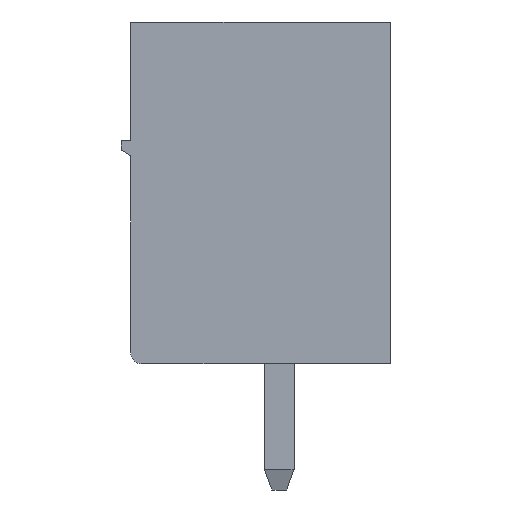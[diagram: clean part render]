
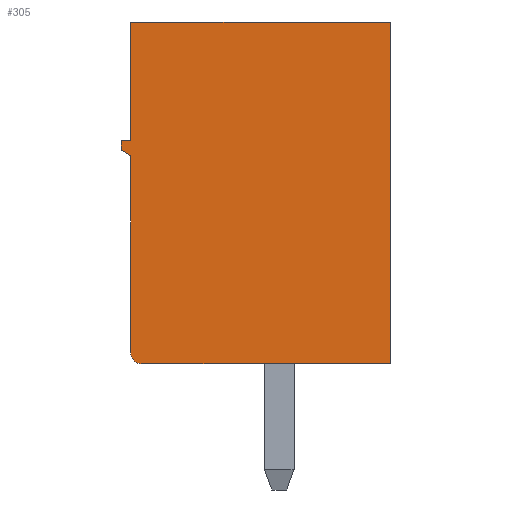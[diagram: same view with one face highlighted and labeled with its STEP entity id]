
A CAD part, left-side view. The second image highlights one B-rep face of the part: STEP entity #305.
In plain terms, the highlighted planar face has unit normal (-1, 0, 0).
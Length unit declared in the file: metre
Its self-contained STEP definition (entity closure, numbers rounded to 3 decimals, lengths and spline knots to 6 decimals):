
#305=ADVANCED_FACE('',(#677),#678,.T.);
#677=FACE_OUTER_BOUND('',#1111,.T.);
#678=PLANE('',#1112);
#1111=EDGE_LOOP('',(#1972,#1973,#1974,#1975,#1976,#1977,#1978,#1979,#1980));
#1112=AXIS2_PLACEMENT_3D('',#1981,#1982,#1983);
#1972=ORIENTED_EDGE('',*,*,#2600,.F.);
#1973=ORIENTED_EDGE('',*,*,#2604,.F.);
#1974=ORIENTED_EDGE('',*,*,#2608,.F.);
#1975=ORIENTED_EDGE('',*,*,#2612,.F.);
#1976=ORIENTED_EDGE('',*,*,#2616,.T.);
#1977=ORIENTED_EDGE('',*,*,#2680,.T.);
#1978=ORIENTED_EDGE('',*,*,#2660,.T.);
#1979=ORIENTED_EDGE('',*,*,#2634,.T.);
#1980=ORIENTED_EDGE('',*,*,#2596,.F.);
#1981=CARTESIAN_POINT('',(-1.087027,0.01036,-0.008267));
#1982=DIRECTION('',(-1.0,0.,0.0));
#1983=DIRECTION('',(0.,-1.0,0.0));
#2596=EDGE_CURVE('',#3099,#3095,#3101,.T.);
#2600=EDGE_CURVE('',#3105,#3099,#3107,.T.);
#2604=EDGE_CURVE('',#3111,#3105,#3113,.T.);
#2608=EDGE_CURVE('',#3117,#3111,#3119,.T.);
#2612=EDGE_CURVE('',#3123,#3117,#3125,.T.);
#2616=EDGE_CURVE('',#3123,#3129,#3131,.T.);
#2634=EDGE_CURVE('',#3162,#3095,#3165,.T.);
#2660=EDGE_CURVE('',#3215,#3162,#3216,.T.);
#2680=EDGE_CURVE('',#3129,#3215,#3249,.T.);
#3095=VERTEX_POINT('',#3821);
#3099=VERTEX_POINT('',#3827);
#3101=LINE('',#3830,#3831);
#3105=VERTEX_POINT('',#3836);
#3107=LINE('',#3839,#3840);
#3111=VERTEX_POINT('',#3845);
#3113=LINE('',#3848,#3849);
#3117=VERTEX_POINT('',#3854);
#3119=LINE('',#3857,#3858);
#3123=VERTEX_POINT('',#3863);
#3125=LINE('',#3866,#3867);
#3129=VERTEX_POINT('',#3871);
#3131=CIRCLE('',#3874,0.0003);
#3162=VERTEX_POINT('',#3918);
#3165=LINE('',#3923,#3924);
#3215=VERTEX_POINT('',#3996);
#3216=LINE('',#3997,#3998);
#3249=LINE('',#4048,#4049);
#3821=CARTESIAN_POINT('',(-1.087027,0.01086,0.000933));
#3827=CARTESIAN_POINT('',(-1.087027,0.01086,-0.002267));
#3830=CARTESIAN_POINT('',(-1.087027,0.01086,-0.008267));
#3831=VECTOR('',#4851,1.0);
#3836=CARTESIAN_POINT('',(-1.087027,0.01111,-0.002267));
#3839=CARTESIAN_POINT('',(-1.087027,0.01036,-0.002267));
#3840=VECTOR('',#4854,1.0);
#3845=CARTESIAN_POINT('',(-1.087027,0.01111,-0.002517));
#3848=CARTESIAN_POINT('',(-1.087027,0.01111,-0.008267));
#3849=VECTOR('',#4857,1.0);
#3854=CARTESIAN_POINT('',(-1.087027,0.01086,-0.002667));
#3857=CARTESIAN_POINT('',(-1.087027,0.008021,-0.00437));
#3858=VECTOR('',#4860,1.0);
#3863=CARTESIAN_POINT('',(-1.087027,0.01086,-0.007967));
#3866=CARTESIAN_POINT('',(-1.087027,0.01086,-0.008267));
#3867=VECTOR('',#4863,1.0);
#3871=CARTESIAN_POINT('',(-1.087027,0.01056,-0.008267));
#3874=AXIS2_PLACEMENT_3D('',#4868,#4869,#4870);
#3918=CARTESIAN_POINT('',(-1.087027,0.00386,0.000933));
#3923=CARTESIAN_POINT('',(-1.087027,0.01036,0.000933));
#3924=VECTOR('',#4889,1.0);
#3996=CARTESIAN_POINT('',(-1.087027,0.00386,-0.008267));
#3997=CARTESIAN_POINT('',(-1.087027,0.00386,-0.008267));
#3998=VECTOR('',#4918,1.0);
#4048=CARTESIAN_POINT('',(-1.087027,0.01036,-0.008267));
#4049=VECTOR('',#4939,1.0);
#4851=DIRECTION('',(0.,0.,1.0));
#4854=DIRECTION('',(0.,-1.0,0.));
#4857=DIRECTION('',(0.,0.,1.0));
#4860=DIRECTION('',(0.,0.857,0.514));
#4863=DIRECTION('',(0.,0.,1.0));
#4868=CARTESIAN_POINT('',(-1.087027,0.01056,-0.007967));
#4869=DIRECTION('',(-1.0,0.,0.0));
#4870=DIRECTION('',(0.,-1.0,0.0));
#4889=DIRECTION('',(0.,1.0,-0.0));
#4918=DIRECTION('',(0.0,0.0,1.0));
#4939=DIRECTION('',(0.,-1.0,0.0));
